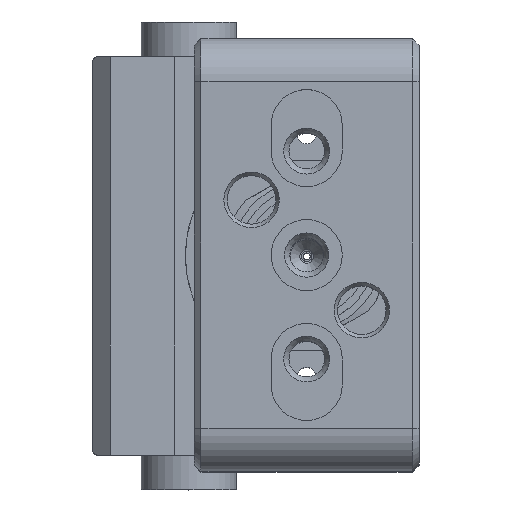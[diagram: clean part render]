
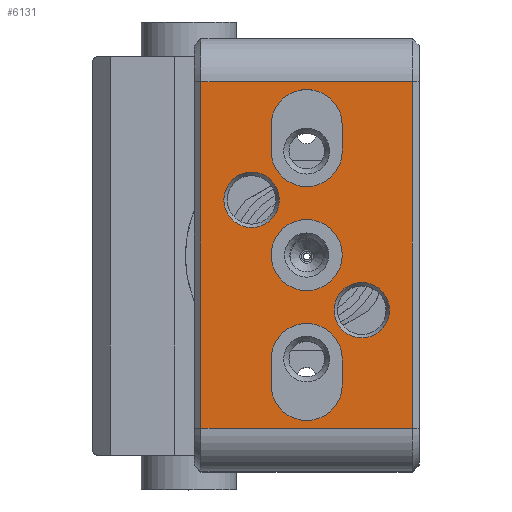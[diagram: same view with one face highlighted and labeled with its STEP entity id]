
A CAD part, top view. The second image highlights one B-rep face of the part: STEP entity #6131.
In plain terms, the highlighted planar face has unit normal (0, 0, 1).
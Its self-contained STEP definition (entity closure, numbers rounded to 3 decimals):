
#182=FACE_BOUND('',#1030,.T.);
#183=FACE_BOUND('',#1031,.T.);
#184=FACE_BOUND('',#1032,.T.);
#185=FACE_BOUND('',#1033,.T.);
#186=FACE_BOUND('',#1034,.T.);
#346=PLANE('',#6729);
#650=FACE_OUTER_BOUND('',#1029,.T.);
#1029=EDGE_LOOP('',(#5367,#5368,#5369,#5370));
#1030=EDGE_LOOP('',(#5371));
#1031=EDGE_LOOP('',(#5372));
#1032=EDGE_LOOP('',(#5373,#5374,#5375,#5376));
#1033=EDGE_LOOP('',(#5377,#5378,#5379,#5380));
#1034=EDGE_LOOP('',(#5381));
#1414=LINE('',#9774,#2024);
#1417=LINE('',#9783,#2027);
#1422=LINE('',#9796,#2032);
#1482=LINE('',#9923,#2092);
#1487=LINE('',#9937,#2097);
#1584=LINE('',#10133,#2194);
#1589=LINE('',#10147,#2199);
#1594=LINE('',#10163,#2204);
#2024=VECTOR('',#7894,1000.);
#2027=VECTOR('',#7905,1000.);
#2032=VECTOR('',#7918,1000.);
#2092=VECTOR('',#8024,1000.);
#2097=VECTOR('',#8037,1000.);
#2194=VECTOR('',#8210,1000.);
#2199=VECTOR('',#8223,1000.);
#2204=VECTOR('',#8248,1000.);
#2461=CIRCLE('',#6500,1.6);
#2478=CIRCLE('',#6526,2.05);
#2490=CIRCLE('',#6544,1.6);
#2534=CIRCLE('',#6675,2.05);
#2536=CIRCLE('',#6679,2.05);
#2538=CIRCLE('',#6717,2.05);
#2540=CIRCLE('',#6721,2.05);
#2777=VERTEX_POINT('',#9295);
#2796=VERTEX_POINT('',#9351);
#2810=VERTEX_POINT('',#9391);
#2939=VERTEX_POINT('',#9764);
#2943=VERTEX_POINT('',#9773);
#2945=VERTEX_POINT('',#9782);
#2949=VERTEX_POINT('',#9794);
#2992=VERTEX_POINT('',#9921);
#2993=VERTEX_POINT('',#9922);
#2996=VERTEX_POINT('',#9930);
#2998=VERTEX_POINT('',#9936);
#3058=VERTEX_POINT('',#10131);
#3059=VERTEX_POINT('',#10132);
#3062=VERTEX_POINT('',#10140);
#3064=VERTEX_POINT('',#10146);
#3463=EDGE_CURVE('',#2777,#2777,#2461,.T.);
#3491=EDGE_CURVE('',#2796,#2796,#2478,.T.);
#3511=EDGE_CURVE('',#2810,#2810,#2490,.T.);
#3698=EDGE_CURVE('',#2939,#2943,#1414,.T.);
#3703=EDGE_CURVE('',#2943,#2945,#1417,.T.);
#3710=EDGE_CURVE('',#2949,#2945,#1422,.T.);
#3772=EDGE_CURVE('',#2992,#2993,#1482,.T.);
#3776=EDGE_CURVE('',#2996,#2992,#2534,.T.);
#3779=EDGE_CURVE('',#2998,#2996,#1487,.T.);
#3782=EDGE_CURVE('',#2993,#2998,#2536,.T.);
#3878=EDGE_CURVE('',#3058,#3059,#1584,.T.);
#3882=EDGE_CURVE('',#3062,#3058,#2538,.T.);
#3885=EDGE_CURVE('',#3064,#3062,#1589,.T.);
#3888=EDGE_CURVE('',#3059,#3064,#2540,.T.);
#3892=EDGE_CURVE('',#2939,#2949,#1594,.T.);
#5367=ORIENTED_EDGE('',*,*,#3710,.F.);
#5368=ORIENTED_EDGE('',*,*,#3892,.F.);
#5369=ORIENTED_EDGE('',*,*,#3698,.T.);
#5370=ORIENTED_EDGE('',*,*,#3703,.T.);
#5371=ORIENTED_EDGE('',*,*,#3463,.T.);
#5372=ORIENTED_EDGE('',*,*,#3511,.T.);
#5373=ORIENTED_EDGE('',*,*,#3885,.F.);
#5374=ORIENTED_EDGE('',*,*,#3888,.F.);
#5375=ORIENTED_EDGE('',*,*,#3878,.F.);
#5376=ORIENTED_EDGE('',*,*,#3882,.F.);
#5377=ORIENTED_EDGE('',*,*,#3779,.F.);
#5378=ORIENTED_EDGE('',*,*,#3782,.F.);
#5379=ORIENTED_EDGE('',*,*,#3772,.F.);
#5380=ORIENTED_EDGE('',*,*,#3776,.F.);
#5381=ORIENTED_EDGE('',*,*,#3491,.F.);
#6131=ADVANCED_FACE('',(#650,#182,#183,#184,#185,#186),#346,.F.);
#6500=AXIS2_PLACEMENT_3D('',#9297,#7440,#7441);
#6526=AXIS2_PLACEMENT_3D('',#9353,#7503,#7504);
#6544=AXIS2_PLACEMENT_3D('',#9393,#7547,#7548);
#6675=AXIS2_PLACEMENT_3D('',#9931,#8030,#8031);
#6679=AXIS2_PLACEMENT_3D('',#9942,#8042,#8043);
#6717=AXIS2_PLACEMENT_3D('',#10141,#8216,#8217);
#6721=AXIS2_PLACEMENT_3D('',#10152,#8228,#8229);
#6729=AXIS2_PLACEMENT_3D('',#10162,#8246,#8247);
#7440=DIRECTION('center_axis',(0.,0.,
-1.));
#7441=DIRECTION('ref_axis',(-1.,0.,0.));
#7503=DIRECTION('center_axis',(0.,0.,
1.));
#7504=DIRECTION('ref_axis',(1.,0.,0.));
#7547=DIRECTION('center_axis',(0.,0.,
-1.));
#7548=DIRECTION('ref_axis',(-1.,0.,0.));
#7894=DIRECTION('',(0.,1.,0.));
#7905=DIRECTION('',(-1.,0.,0.));
#7918=DIRECTION('',(0.,1.,0.));
#8024=DIRECTION('',(0.,-1.,0.));
#8030=DIRECTION('center_axis',(0.,0.,
1.));
#8031=DIRECTION('ref_axis',(1.,0.,0.));
#8037=DIRECTION('',(0.,1.,0.));
#8042=DIRECTION('center_axis',(0.,0.,
1.));
#8043=DIRECTION('ref_axis',(1.,0.,0.));
#8210=DIRECTION('',(0.,-1.,0.));
#8216=DIRECTION('center_axis',(0.,0.,
1.));
#8217=DIRECTION('ref_axis',(-1.,0.,0.));
#8223=DIRECTION('',(0.,1.,0.));
#8228=DIRECTION('center_axis',(0.,0.,
1.));
#8229=DIRECTION('ref_axis',(-1.,0.,0.));
#8246=DIRECTION('center_axis',(0.,0.,
-1.));
#8247=DIRECTION('ref_axis',(-1.,0.,0.));
#8248=DIRECTION('',(-1.,0.,0.));
#9295=CARTESIAN_POINT('',(1.582,6.418,45.9));
#9297=CARTESIAN_POINT('Origin',(3.182,6.418,45.9));
#9351=CARTESIAN_POINT('',(-2.05,9.6,45.9));
#9353=CARTESIAN_POINT('Origin',(0.,9.6,45.9));
#9391=CARTESIAN_POINT('',(-4.782,12.782,45.9));
#9393=CARTESIAN_POINT('Origin',(-3.182,12.782,45.9));
#9764=CARTESIAN_POINT('',(6.1,-0.4,45.9));
#9773=CARTESIAN_POINT('',(6.1,19.6,45.9));
#9774=CARTESIAN_POINT('',(6.1,9.6,45.9));
#9782=CARTESIAN_POINT('',(-6.1,19.6,45.9));
#9783=CARTESIAN_POINT('',(6.5,19.6,45.9));
#9794=CARTESIAN_POINT('',(-6.1,-0.4,45.9));
#9796=CARTESIAN_POINT('',(-6.1,9.6,45.9));
#9921=CARTESIAN_POINT('',(-2.05,3.6,45.9));
#9922=CARTESIAN_POINT('',(-2.05,2.1,45.9));
#9923=CARTESIAN_POINT('',(-2.05,3.6,45.9));
#9930=CARTESIAN_POINT('',(2.05,3.6,45.9));
#9931=CARTESIAN_POINT('Origin',(0.,3.6,45.9));
#9936=CARTESIAN_POINT('',(2.05,2.1,45.9));
#9937=CARTESIAN_POINT('',(2.05,3.6,45.9));
#9942=CARTESIAN_POINT('Origin',(0.,2.1,45.9));
#10131=CARTESIAN_POINT('',(-2.05,17.1,45.9));
#10132=CARTESIAN_POINT('',(-2.05,15.6,45.9));
#10133=CARTESIAN_POINT('',(-2.05,15.6,45.9));
#10140=CARTESIAN_POINT('',(2.05,17.1,45.9));
#10141=CARTESIAN_POINT('Origin',(0.,17.1,45.9));
#10146=CARTESIAN_POINT('',(2.05,15.6,45.9));
#10147=CARTESIAN_POINT('',(2.05,15.6,45.9));
#10152=CARTESIAN_POINT('Origin',(0.,15.6,45.9));
#10162=CARTESIAN_POINT('Origin',(6.5,9.6,45.9));
#10163=CARTESIAN_POINT('',(6.5,-0.4,45.9));
